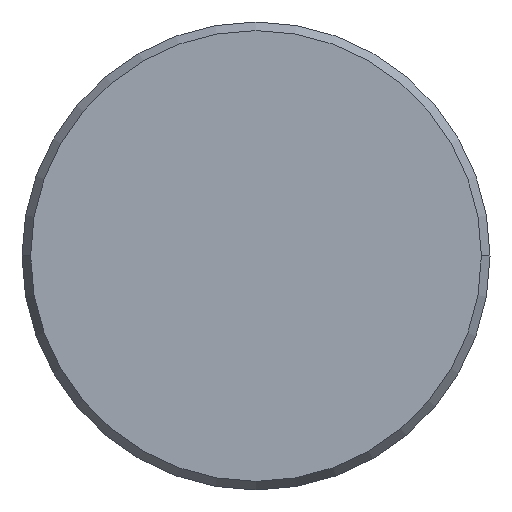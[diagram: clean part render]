
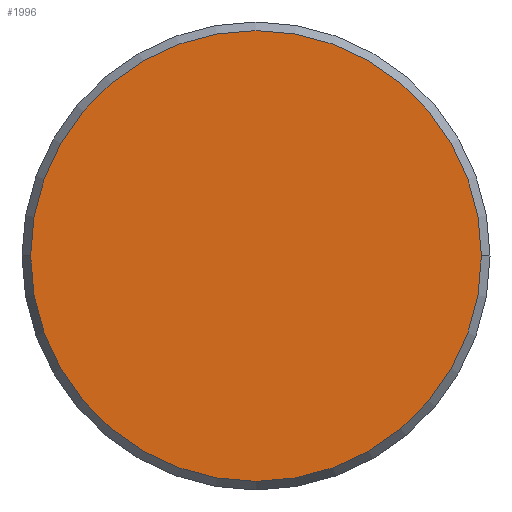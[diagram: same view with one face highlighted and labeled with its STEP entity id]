
A CAD part, top view. The second image highlights one B-rep face of the part: STEP entity #1996.
In plain terms, the highlighted planar face has unit normal (0, 0, 1).
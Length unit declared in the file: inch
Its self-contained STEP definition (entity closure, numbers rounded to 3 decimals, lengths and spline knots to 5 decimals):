
#240 = ORIENTED_EDGE ( 'NONE', *, *, #1790, .T. ) ;
#411 = ORIENTED_EDGE ( 'NONE', *, *, #1714, .T. ) ;
#449 = CARTESIAN_POINT ( 'NONE',  ( 0.46847, 0.61297, 1.65258 ) ) ;
#713 = DIRECTION ( 'NONE',  ( 0., 0., 1. ) ) ;
#717 = DIRECTION ( 'NONE',  ( 0., 0., -1. ) ) ;
#728 = DIRECTION ( 'NONE',  ( 0., 0., 1. ) ) ;
#819 = AXIS2_PLACEMENT_3D ( 'NONE', #1046, #717, #1563 ) ;
#916 = CIRCLE ( 'NONE', #1157, 0.38977 ) ;
#1043 = CARTESIAN_POINT ( 'NONE',  ( 0.0787, 0.61297, 1.65258 ) ) ;
#1046 = CARTESIAN_POINT ( 'NONE',  ( 0.0787, 1.02347, 1.65258 ) ) ;
#1099 = CARTESIAN_POINT ( 'NONE',  ( -0.31107, 0.61297, 1.65258 ) ) ;
#1157 = AXIS2_PLACEMENT_3D ( 'NONE', #1043, #713, #1538 ) ;
#1173 = EDGE_LOOP ( 'NONE', ( #411, #240 ) ) ;
#1229 = PLANE ( 'NONE',  #819 ) ;
#1245 = DIRECTION ( 'NONE',  ( -1., 0., 0. ) ) ;
#1249 = CIRCLE ( 'NONE', #1484, 0.38977 ) ;
#1322 = FACE_OUTER_BOUND ( 'NONE', #1173, .T. ) ;
#1418 = VERTEX_POINT ( 'NONE', #449 ) ;
#1484 = AXIS2_PLACEMENT_3D ( 'NONE', #2053, #728, #1245 ) ;
#1494 = VERTEX_POINT ( 'NONE', #1099 ) ;
#1538 = DIRECTION ( 'NONE',  ( -1., 0., 0. ) ) ;
#1563 = DIRECTION ( 'NONE',  ( -1., 0., 0. ) ) ;
#1714 = EDGE_CURVE ( 'NONE', #1494, #1418, #916, .T. ) ;
#1790 = EDGE_CURVE ( 'NONE', #1418, #1494, #1249, .T. ) ;
#1996 = ADVANCED_FACE ( 'NONE', ( #1322 ), #1229, .F. ) ;
#2053 = CARTESIAN_POINT ( 'NONE',  ( 0.0787, 0.61297, 1.65258 ) ) ;
